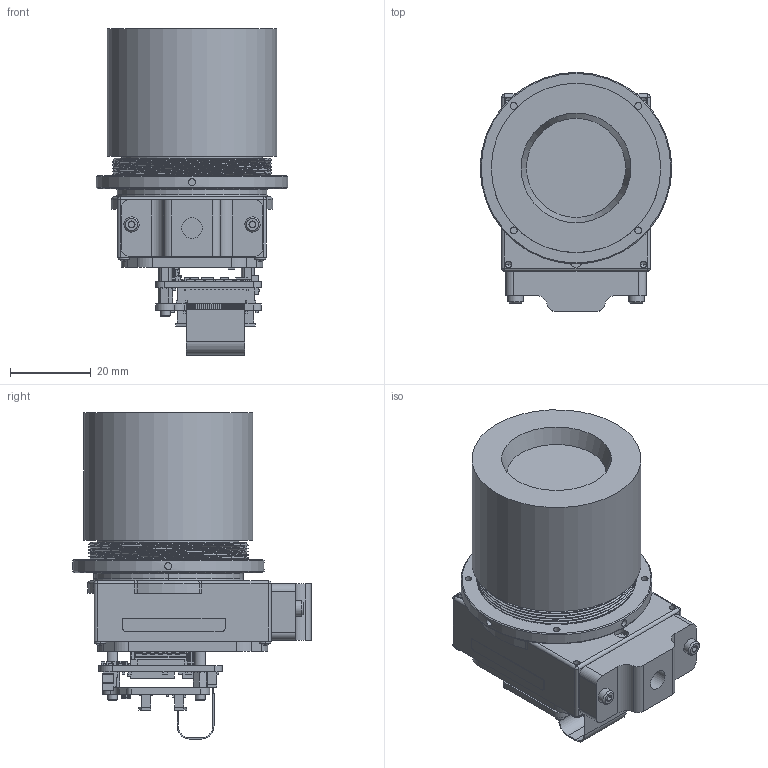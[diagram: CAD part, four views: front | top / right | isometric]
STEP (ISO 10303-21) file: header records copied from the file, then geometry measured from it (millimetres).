
FILE_DESCRIPTION (( 'STEP AP214' ), '1' );
FILE_NAME ('20-70061 Mechanical ICD, Viento HD10 MIPI, 35mm, RevA.STEP', '2024-06-24T20:59:31', ( '' ), ( '' ), 'SwSTEP 2.0', 'SolidWorks 2023', '' );
FILE_SCHEMA (( 'AUTOMOTIVE_DESIGN' ));
Length unit declared in the file: millimetre
Products named in the file (1): 20-70061 Mechanical ICD, Viento HD10 MIPI, 35mm, RevA
Bounding box: 47.5 x 59.28 x 80.95 mm (x, y, z)
Volume: 82405.4 mm3; surface area: 30689.1 mm2
Topology: 13 solids, 17 shells, 2884 faces, 7888 edges, 5191 vertices
Faces by surface type: plane 2264, cylinder 446, cone 95, bspline 40, torus 27, sphere 12
Full cylindrical faces by diameter (mm): 0.203 x3, 0.432 x7, 0.508 x2, 0.6 x6, 0.75 x2, 0.864 x3, 1.112 x2, 1.2 x2, 1.524 x4, 1.6 x6, 1.727 x8, 1.9 x4, 2.4 x2, 2.438 x2, 3.8 x2, 5.105 x1, 32.476 x1, 33.999 x1, 34.9 x1, 42 x1, 47.498 x1
Entity records: 101604 total; most frequent: CARTESIAN_POINT 28372, ORIENTED_EDGE 15516, DIRECTION 14331, EDGE_CURVE 7758, LINE 6485, VECTOR 6485, VERTEX_POINT 5163, AXIS2_PLACEMENT_3D 3923
